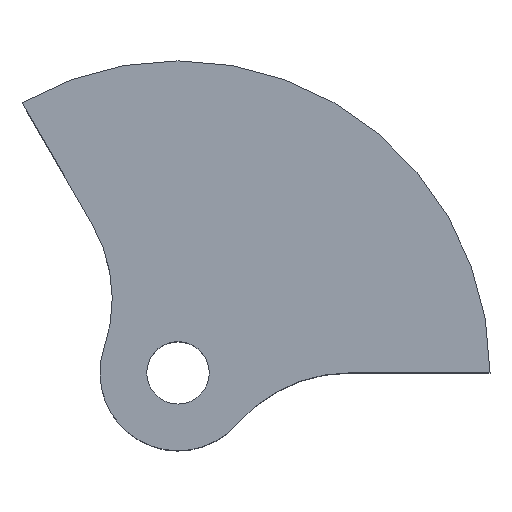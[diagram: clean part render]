
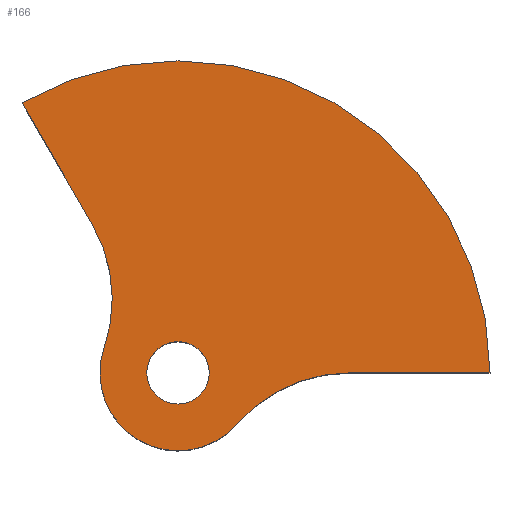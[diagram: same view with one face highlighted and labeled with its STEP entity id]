
A CAD part, top view. The second image highlights one B-rep face of the part: STEP entity #166.
In plain terms, the highlighted planar face has unit normal (0, 0, 1).
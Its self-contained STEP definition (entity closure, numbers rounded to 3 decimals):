
#19=FACE_BOUND('',#42,.T.);
#23=PLANE('',#200);
#32=FACE_OUTER_BOUND('',#41,.T.);
#41=EDGE_LOOP('',(#140,#141,#142,#143,#144,#145));
#42=EDGE_LOOP('',(#146));
#48=LINE('',#273,#59);
#54=LINE('',#297,#65);
#59=VECTOR('',#218,10.);
#65=VECTOR('',#244,10.);
#67=CIRCLE('',#184,1.);
#70=CIRCLE('',#189,4.8);
#72=CIRCLE('',#192,2.5);
#74=CIRCLE('',#195,4.8);
#76=CIRCLE('',#199,10.);
#77=VERTEX_POINT('',#261);
#81=VERTEX_POINT('',#270);
#82=VERTEX_POINT('',#272);
#84=VERTEX_POINT('',#278);
#86=VERTEX_POINT('',#284);
#88=VERTEX_POINT('',#290);
#90=VERTEX_POINT('',#296);
#91=EDGE_CURVE('',#77,#77,#67,.T.);
#96=EDGE_CURVE('',#82,#81,#48,.T.);
#99=EDGE_CURVE('',#84,#82,#70,.T.);
#102=EDGE_CURVE('',#86,#84,#72,.T.);
#105=EDGE_CURVE('',#88,#86,#74,.T.);
#108=EDGE_CURVE('',#90,#88,#54,.T.);
#111=EDGE_CURVE('',#81,#90,#76,.T.);
#140=ORIENTED_EDGE('',*,*,#111,.T.);
#141=ORIENTED_EDGE('',*,*,#108,.T.);
#142=ORIENTED_EDGE('',*,*,#105,.T.);
#143=ORIENTED_EDGE('',*,*,#102,.T.);
#144=ORIENTED_EDGE('',*,*,#99,.T.);
#145=ORIENTED_EDGE('',*,*,#96,.T.);
#146=ORIENTED_EDGE('',*,*,#91,.T.);
#166=ADVANCED_FACE('',(#32,#19),#23,.T.);
#184=AXIS2_PLACEMENT_3D('',#262,#209,#210);
#189=AXIS2_PLACEMENT_3D('',#279,#224,#225);
#192=AXIS2_PLACEMENT_3D('',#285,#231,#232);
#195=AXIS2_PLACEMENT_3D('',#291,#238,#239);
#199=AXIS2_PLACEMENT_3D('',#301,#250,#251);
#200=AXIS2_PLACEMENT_3D('',#302,#252,#253);
#209=DIRECTION('center_axis',(0.,0.,-1.));
#210=DIRECTION('ref_axis',(1.,0.,0.));
#218=DIRECTION('',(1.,0.,0.));
#224=DIRECTION('center_axis',(0.,0.,-1.));
#225=DIRECTION('ref_axis',(0.,1.,0.));
#231=DIRECTION('center_axis',(0.,0.,1.));
#232=DIRECTION('ref_axis',(1.,0.,0.));
#238=DIRECTION('center_axis',(0.,0.,-1.));
#239=DIRECTION('ref_axis',(0.946,-0.324,0.));
#244=DIRECTION('',(0.5,-0.866,0.));
#250=DIRECTION('center_axis',(0.,0.,1.));
#251=DIRECTION('ref_axis',(1.,0.,0.));
#252=DIRECTION('center_axis',(0.,0.,1.));
#253=DIRECTION('ref_axis',(1.,0.,0.));
#261=CARTESIAN_POINT('',(-1.,0.,6.));
#262=CARTESIAN_POINT('Origin',(0.,0.,6.));
#270=CARTESIAN_POINT('',(10.,0.,6.));
#272=CARTESIAN_POINT('',(5.5,0.,6.));
#273=CARTESIAN_POINT('',(2.5,0.,6.));
#278=CARTESIAN_POINT('',(1.884,-1.644,6.));
#279=CARTESIAN_POINT('Origin',(5.5,-4.8,6.));
#284=CARTESIAN_POINT('',(-2.365,0.809,6.));
#285=CARTESIAN_POINT('Origin',(0.,0.,6.));
#290=CARTESIAN_POINT('',(-2.75,4.763,6.));
#291=CARTESIAN_POINT('Origin',(-6.907,2.363,6.));
#296=CARTESIAN_POINT('',(-5.,8.66,6.));
#297=CARTESIAN_POINT('',(-5.,8.66,6.));
#301=CARTESIAN_POINT('Origin',(0.,0.,6.));
#302=CARTESIAN_POINT('Origin',(2.5,3.75,6.));
